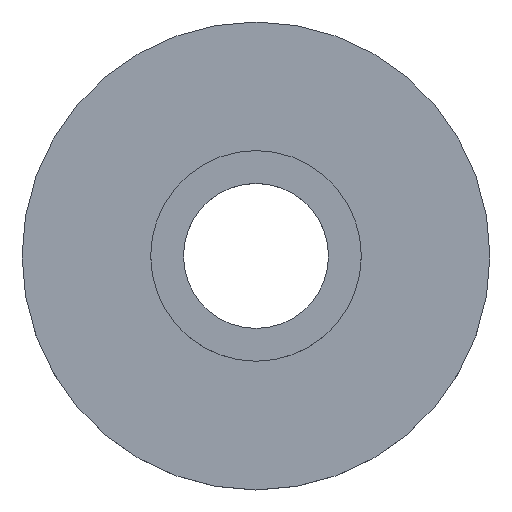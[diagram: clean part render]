
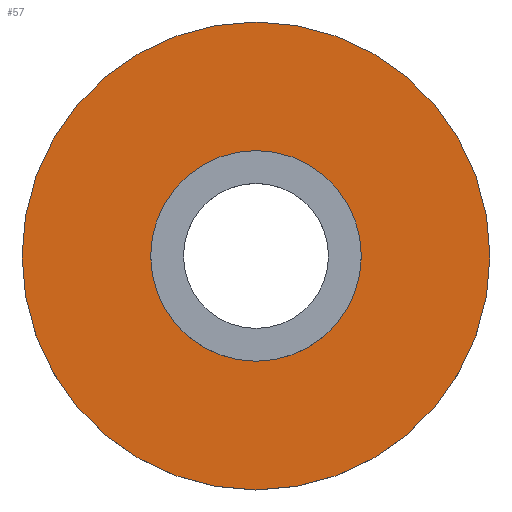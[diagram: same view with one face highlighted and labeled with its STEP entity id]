
A CAD part, top view. The second image highlights one B-rep face of the part: STEP entity #57.
In plain terms, the highlighted planar face has unit normal (0, 0, 1).
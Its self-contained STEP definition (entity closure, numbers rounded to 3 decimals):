
#57=ADVANCED_FACE('',(#82,#83),#75,.T.);
#75=PLANE('',#243);
#82=FACE_BOUND('',#114,.T.);
#83=FACE_BOUND('',#115,.T.);
#114=EDGE_LOOP('',(#150));
#115=EDGE_LOOP('',(#151));
#150=ORIENTED_EDGE('',*,*,#204,.F.);
#151=ORIENTED_EDGE('',*,*,#205,.F.);
#186=VERTEX_POINT('',#353);
#187=VERTEX_POINT('',#355);
#204=EDGE_CURVE('',#186,#186,#222,.T.);
#205=EDGE_CURVE('',#187,#187,#223,.T.);
#222=CIRCLE('',#241,4.5);
#223=CIRCLE('',#242,10.);
#241=AXIS2_PLACEMENT_3D('',#352,#279,#280);
#242=AXIS2_PLACEMENT_3D('',#354,#281,#282);
#243=AXIS2_PLACEMENT_3D('',#356,#283,#284);
#279=DIRECTION('',(0.,0.,1.));
#280=DIRECTION('',(1.,0.,0.));
#281=DIRECTION('',(0.,0.,-1.));
#282=DIRECTION('',(1.,0.,0.));
#283=DIRECTION('',(0.,0.,1.));
#284=DIRECTION('',(1.,0.,0.));
#352=CARTESIAN_POINT('',(0.,0.,2.));
#353=CARTESIAN_POINT('',(4.5,0.,2.));
#354=CARTESIAN_POINT('',(0.,0.,2.));
#355=CARTESIAN_POINT('',(10.,0.,2.));
#356=CARTESIAN_POINT('',(0.,0.,2.));
